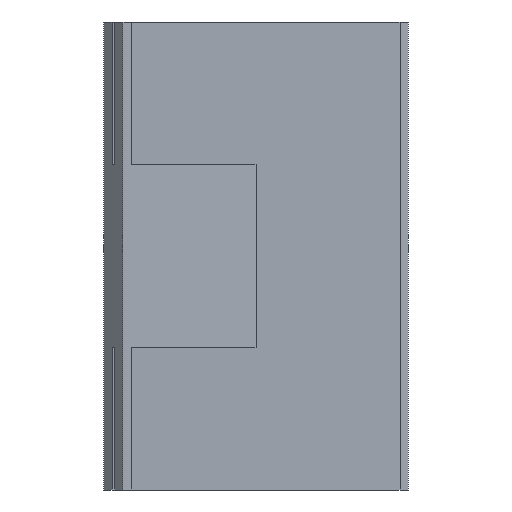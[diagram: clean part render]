
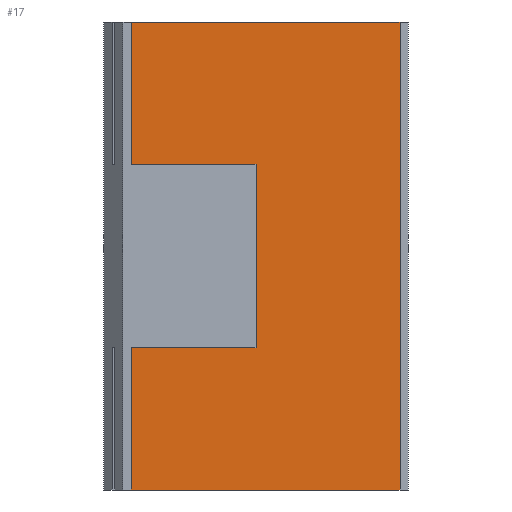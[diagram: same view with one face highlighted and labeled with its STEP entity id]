
A CAD part, left-side view. The second image highlights one B-rep face of the part: STEP entity #17.
In plain terms, the highlighted planar face has unit normal (-1, 0, 0).
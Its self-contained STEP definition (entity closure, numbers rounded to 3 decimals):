
#17 = ADVANCED_FACE('',(#18),#32,.F.);
#18 = FACE_BOUND('',#19,.F.);
#19 = EDGE_LOOP('',(#20,#55,#83,#111,#137,#164,#190,#217));
#20 = ORIENTED_EDGE('',*,*,#21,.F.);
#21 = EDGE_CURVE('',#22,#24,#26,.T.);
#22 = VERTEX_POINT('',#23);
#23 = CARTESIAN_POINT('',(-8.,-8.,13.));
#24 = VERTEX_POINT('',#25);
#25 = CARTESIAN_POINT('',(-8.,6.939,13.));
#26 = SURFACE_CURVE('',#27,(#31,#43),.PCURVE_S1.);
#27 = LINE('',#28,#29);
#28 = CARTESIAN_POINT('',(-8.,-8.,13.));
#29 = VECTOR('',#30,1.);
#30 = DIRECTION('',(0.,1.,0.));
#31 = PCURVE('',#32,#37);
#32 = PLANE('',#33);
#33 = AXIS2_PLACEMENT_3D('',#34,#35,#36);
#34 = CARTESIAN_POINT('',(-8.,-8.,-13.));
#35 = DIRECTION('',(1.,0.,0.));
#36 = DIRECTION('',(0.,0.,1.));
#37 = DEFINITIONAL_REPRESENTATION('',(#38),#42);
#38 = LINE('',#39,#40);
#39 = CARTESIAN_POINT('',(26.,0.));
#40 = VECTOR('',#41,1.);
#41 = DIRECTION('',(0.,-1.));
#42 = ( GEOMETRIC_REPRESENTATION_CONTEXT(2) 
PARAMETRIC_REPRESENTATION_CONTEXT() REPRESENTATION_CONTEXT('2D SPACE',''
  ) );
#43 = PCURVE('',#44,#49);
#44 = PLANE('',#45);
#45 = AXIS2_PLACEMENT_3D('',#46,#47,#48);
#46 = CARTESIAN_POINT('',(-8.,-8.,13.));
#47 = DIRECTION('',(0.,0.,1.));
#48 = DIRECTION('',(1.,0.,0.));
#49 = DEFINITIONAL_REPRESENTATION('',(#50),#54);
#50 = LINE('',#51,#52);
#51 = CARTESIAN_POINT('',(0.,0.));
#52 = VECTOR('',#53,1.);
#53 = DIRECTION('',(0.,1.));
#54 = ( GEOMETRIC_REPRESENTATION_CONTEXT(2) 
PARAMETRIC_REPRESENTATION_CONTEXT() REPRESENTATION_CONTEXT('2D SPACE',''
  ) );
#55 = ORIENTED_EDGE('',*,*,#56,.F.);
#56 = EDGE_CURVE('',#57,#22,#59,.T.);
#57 = VERTEX_POINT('',#58);
#58 = CARTESIAN_POINT('',(-8.,-8.,-13.));
#59 = SURFACE_CURVE('',#60,(#64,#71),.PCURVE_S1.);
#60 = LINE('',#61,#62);
#61 = CARTESIAN_POINT('',(-8.,-8.,-13.));
#62 = VECTOR('',#63,1.);
#63 = DIRECTION('',(0.,0.,1.));
#64 = PCURVE('',#32,#65);
#65 = DEFINITIONAL_REPRESENTATION('',(#66),#70);
#66 = LINE('',#67,#68);
#67 = CARTESIAN_POINT('',(0.,0.));
#68 = VECTOR('',#69,1.);
#69 = DIRECTION('',(1.,0.));
#70 = ( GEOMETRIC_REPRESENTATION_CONTEXT(2) 
PARAMETRIC_REPRESENTATION_CONTEXT() REPRESENTATION_CONTEXT('2D SPACE',''
  ) );
#71 = PCURVE('',#72,#77);
#72 = PLANE('',#73);
#73 = AXIS2_PLACEMENT_3D('',#74,#75,#76);
#74 = CARTESIAN_POINT('',(-8.,-8.,-13.));
#75 = DIRECTION('',(0.,1.,0.));
#76 = DIRECTION('',(0.,0.,1.));
#77 = DEFINITIONAL_REPRESENTATION('',(#78),#82);
#78 = LINE('',#79,#80);
#79 = CARTESIAN_POINT('',(0.,0.));
#80 = VECTOR('',#81,1.);
#81 = DIRECTION('',(1.,0.));
#82 = ( GEOMETRIC_REPRESENTATION_CONTEXT(2) 
PARAMETRIC_REPRESENTATION_CONTEXT() REPRESENTATION_CONTEXT('2D SPACE',''
  ) );
#83 = ORIENTED_EDGE('',*,*,#84,.T.);
#84 = EDGE_CURVE('',#57,#85,#87,.T.);
#85 = VERTEX_POINT('',#86);
#86 = CARTESIAN_POINT('',(-8.,6.939,-13.));
#87 = SURFACE_CURVE('',#88,(#92,#99),.PCURVE_S1.);
#88 = LINE('',#89,#90);
#89 = CARTESIAN_POINT('',(-8.,-8.,-13.));
#90 = VECTOR('',#91,1.);
#91 = DIRECTION('',(0.,1.,0.));
#92 = PCURVE('',#32,#93);
#93 = DEFINITIONAL_REPRESENTATION('',(#94),#98);
#94 = LINE('',#95,#96);
#95 = CARTESIAN_POINT('',(0.,0.));
#96 = VECTOR('',#97,1.);
#97 = DIRECTION('',(0.,-1.));
#98 = ( GEOMETRIC_REPRESENTATION_CONTEXT(2) 
PARAMETRIC_REPRESENTATION_CONTEXT() REPRESENTATION_CONTEXT('2D SPACE',''
  ) );
#99 = PCURVE('',#100,#105);
#100 = PLANE('',#101);
#101 = AXIS2_PLACEMENT_3D('',#102,#103,#104);
#102 = CARTESIAN_POINT('',(-8.,-8.,-13.));
#103 = DIRECTION('',(0.,0.,1.));
#104 = DIRECTION('',(1.,0.,0.));
#105 = DEFINITIONAL_REPRESENTATION('',(#106),#110);
#106 = LINE('',#107,#108);
#107 = CARTESIAN_POINT('',(0.,0.));
#108 = VECTOR('',#109,1.);
#109 = DIRECTION('',(0.,1.));
#110 = ( GEOMETRIC_REPRESENTATION_CONTEXT(2) 
PARAMETRIC_REPRESENTATION_CONTEXT() REPRESENTATION_CONTEXT('2D SPACE',''
  ) );
#111 = ORIENTED_EDGE('',*,*,#112,.T.);
#112 = EDGE_CURVE('',#85,#113,#115,.T.);
#113 = VERTEX_POINT('',#114);
#114 = CARTESIAN_POINT('',(-8.,6.939,-5.1));
#115 = SURFACE_CURVE('',#116,(#120,#126),.PCURVE_S1.);
#116 = LINE('',#117,#118);
#117 = CARTESIAN_POINT('',(-8.,6.939,-13.));
#118 = VECTOR('',#119,1.);
#119 = DIRECTION('',(0.,0.,1.));
#120 = PCURVE('',#32,#121);
#121 = DEFINITIONAL_REPRESENTATION('',(#122),#125);
#122 = B_SPLINE_CURVE_WITH_KNOTS('',1,(#123,#124),.UNSPECIFIED.,.F.,.F.,
  (2,2),(0.,26.),.PIECEWISE_BEZIER_KNOTS.);
#123 = CARTESIAN_POINT('',(0.,-14.939));
#124 = CARTESIAN_POINT('',(26.,-14.939));
#125 = ( GEOMETRIC_REPRESENTATION_CONTEXT(2) 
PARAMETRIC_REPRESENTATION_CONTEXT() REPRESENTATION_CONTEXT('2D SPACE',''
  ) );
#126 = PCURVE('',#127,#132);
#127 = PLANE('',#128);
#128 = AXIS2_PLACEMENT_3D('',#129,#130,#131);
#129 = CARTESIAN_POINT('',(7.389,-8.45,-13.));
#130 = DIRECTION('',(0.707,0.707,0.));
#131 = DIRECTION('',(0.,0.,1.));
#132 = DEFINITIONAL_REPRESENTATION('',(#133),#136);
#133 = B_SPLINE_CURVE_WITH_KNOTS('',1,(#134,#135),.UNSPECIFIED.,.F.,.F.,
  (2,2),(0.,26.),.PIECEWISE_BEZIER_KNOTS.);
#134 = CARTESIAN_POINT('',(0.,-21.764));
#135 = CARTESIAN_POINT('',(26.,-21.764));
#136 = ( GEOMETRIC_REPRESENTATION_CONTEXT(2) 
PARAMETRIC_REPRESENTATION_CONTEXT() REPRESENTATION_CONTEXT('2D SPACE',''
  ) );
#137 = ORIENTED_EDGE('',*,*,#138,.T.);
#138 = EDGE_CURVE('',#113,#139,#141,.T.);
#139 = VERTEX_POINT('',#140);
#140 = CARTESIAN_POINT('',(-8.,0.,-5.1));
#141 = SURFACE_CURVE('',#142,(#146,#152),.PCURVE_S1.);
#142 = LINE('',#143,#144);
#143 = CARTESIAN_POINT('',(-8.,-4.,-5.1));
#144 = VECTOR('',#145,1.);
#145 = DIRECTION('',(0.,-1.,0.));
#146 = PCURVE('',#32,#147);
#147 = DEFINITIONAL_REPRESENTATION('',(#148),#151);
#148 = B_SPLINE_CURVE_WITH_KNOTS('',1,(#149,#150),.UNSPECIFIED.,.F.,.F.,
  (2,2),(-12.,-4.),.PIECEWISE_BEZIER_KNOTS.);
#149 = CARTESIAN_POINT('',(7.9,-16.));
#150 = CARTESIAN_POINT('',(7.9,-8.));
#151 = ( GEOMETRIC_REPRESENTATION_CONTEXT(2) 
PARAMETRIC_REPRESENTATION_CONTEXT() REPRESENTATION_CONTEXT('2D SPACE',''
  ) );
#152 = PCURVE('',#153,#158);
#153 = PLANE('',#154);
#154 = AXIS2_PLACEMENT_3D('',#155,#156,#157);
#155 = CARTESIAN_POINT('',(-10.1,0.,-5.1));
#156 = DIRECTION('',(0.,0.,1.));
#157 = DIRECTION('',(1.,0.,0.));
#158 = DEFINITIONAL_REPRESENTATION('',(#159),#163);
#159 = LINE('',#160,#161);
#160 = CARTESIAN_POINT('',(2.1,-4.));
#161 = VECTOR('',#162,1.);
#162 = DIRECTION('',(0.,-1.));
#163 = ( GEOMETRIC_REPRESENTATION_CONTEXT(2) 
PARAMETRIC_REPRESENTATION_CONTEXT() REPRESENTATION_CONTEXT('2D SPACE',''
  ) );
#164 = ORIENTED_EDGE('',*,*,#165,.T.);
#165 = EDGE_CURVE('',#139,#166,#168,.T.);
#166 = VERTEX_POINT('',#167);
#167 = CARTESIAN_POINT('',(-8.,0.,5.1));
#168 = SURFACE_CURVE('',#169,(#173,#179),.PCURVE_S1.);
#169 = LINE('',#170,#171);
#170 = CARTESIAN_POINT('',(-8.,0.,-9.05));
#171 = VECTOR('',#172,1.);
#172 = DIRECTION('',(0.,0.,1.));
#173 = PCURVE('',#32,#174);
#174 = DEFINITIONAL_REPRESENTATION('',(#175),#178);
#175 = B_SPLINE_CURVE_WITH_KNOTS('',1,(#176,#177),.UNSPECIFIED.,.F.,.F.,
  (2,2),(3.95,14.15),.PIECEWISE_BEZIER_KNOTS.);
#176 = CARTESIAN_POINT('',(7.9,-8.));
#177 = CARTESIAN_POINT('',(18.1,-8.));
#178 = ( GEOMETRIC_REPRESENTATION_CONTEXT(2) 
PARAMETRIC_REPRESENTATION_CONTEXT() REPRESENTATION_CONTEXT('2D SPACE',''
  ) );
#179 = PCURVE('',#180,#185);
#180 = PLANE('',#181);
#181 = AXIS2_PLACEMENT_3D('',#182,#183,#184);
#182 = CARTESIAN_POINT('',(-10.1,0.,-5.1));
#183 = DIRECTION('',(0.,1.,0.));
#184 = DIRECTION('',(0.,0.,1.));
#185 = DEFINITIONAL_REPRESENTATION('',(#186),#189);
#186 = B_SPLINE_CURVE_WITH_KNOTS('',1,(#187,#188),.UNSPECIFIED.,.F.,.F.,
  (2,2),(3.95,14.15),.PIECEWISE_BEZIER_KNOTS.);
#187 = CARTESIAN_POINT('',(0.,2.1));
#188 = CARTESIAN_POINT('',(10.2,2.1));
#189 = ( GEOMETRIC_REPRESENTATION_CONTEXT(2) 
PARAMETRIC_REPRESENTATION_CONTEXT() REPRESENTATION_CONTEXT('2D SPACE',''
  ) );
#190 = ORIENTED_EDGE('',*,*,#191,.F.);
#191 = EDGE_CURVE('',#192,#166,#194,.T.);
#192 = VERTEX_POINT('',#193);
#193 = CARTESIAN_POINT('',(-8.,6.939,5.1));
#194 = SURFACE_CURVE('',#195,(#199,#205),.PCURVE_S1.);
#195 = LINE('',#196,#197);
#196 = CARTESIAN_POINT('',(-8.,-4.,5.1));
#197 = VECTOR('',#198,1.);
#198 = DIRECTION('',(0.,-1.,0.));
#199 = PCURVE('',#32,#200);
#200 = DEFINITIONAL_REPRESENTATION('',(#201),#204);
#201 = B_SPLINE_CURVE_WITH_KNOTS('',1,(#202,#203),.UNSPECIFIED.,.F.,.F.,
  (2,2),(-12.,-4.),.PIECEWISE_BEZIER_KNOTS.);
#202 = CARTESIAN_POINT('',(18.1,-16.));
#203 = CARTESIAN_POINT('',(18.1,-8.));
#204 = ( GEOMETRIC_REPRESENTATION_CONTEXT(2) 
PARAMETRIC_REPRESENTATION_CONTEXT() REPRESENTATION_CONTEXT('2D SPACE',''
  ) );
#205 = PCURVE('',#206,#211);
#206 = PLANE('',#207);
#207 = AXIS2_PLACEMENT_3D('',#208,#209,#210);
#208 = CARTESIAN_POINT('',(-10.1,0.,5.1));
#209 = DIRECTION('',(0.,0.,1.));
#210 = DIRECTION('',(1.,0.,0.));
#211 = DEFINITIONAL_REPRESENTATION('',(#212),#216);
#212 = LINE('',#213,#214);
#213 = CARTESIAN_POINT('',(2.1,-4.));
#214 = VECTOR('',#215,1.);
#215 = DIRECTION('',(0.,-1.));
#216 = ( GEOMETRIC_REPRESENTATION_CONTEXT(2) 
PARAMETRIC_REPRESENTATION_CONTEXT() REPRESENTATION_CONTEXT('2D SPACE',''
  ) );
#217 = ORIENTED_EDGE('',*,*,#218,.T.);
#218 = EDGE_CURVE('',#192,#24,#219,.T.);
#219 = SURFACE_CURVE('',#220,(#224,#230),.PCURVE_S1.);
#220 = LINE('',#221,#222);
#221 = CARTESIAN_POINT('',(-8.,6.939,-13.));
#222 = VECTOR('',#223,1.);
#223 = DIRECTION('',(0.,0.,1.));
#224 = PCURVE('',#32,#225);
#225 = DEFINITIONAL_REPRESENTATION('',(#226),#229);
#226 = B_SPLINE_CURVE_WITH_KNOTS('',1,(#227,#228),.UNSPECIFIED.,.F.,.F.,
  (2,2),(0.,26.),.PIECEWISE_BEZIER_KNOTS.);
#227 = CARTESIAN_POINT('',(0.,-14.939));
#228 = CARTESIAN_POINT('',(26.,-14.939));
#229 = ( GEOMETRIC_REPRESENTATION_CONTEXT(2) 
PARAMETRIC_REPRESENTATION_CONTEXT() REPRESENTATION_CONTEXT('2D SPACE',''
  ) );
#230 = PCURVE('',#127,#231);
#231 = DEFINITIONAL_REPRESENTATION('',(#232),#235);
#232 = B_SPLINE_CURVE_WITH_KNOTS('',1,(#233,#234),.UNSPECIFIED.,.F.,.F.,
  (2,2),(0.,26.),.PIECEWISE_BEZIER_KNOTS.);
#233 = CARTESIAN_POINT('',(0.,-21.764));
#234 = CARTESIAN_POINT('',(26.,-21.764));
#235 = ( GEOMETRIC_REPRESENTATION_CONTEXT(2) 
PARAMETRIC_REPRESENTATION_CONTEXT() REPRESENTATION_CONTEXT('2D SPACE',''
  ) );
